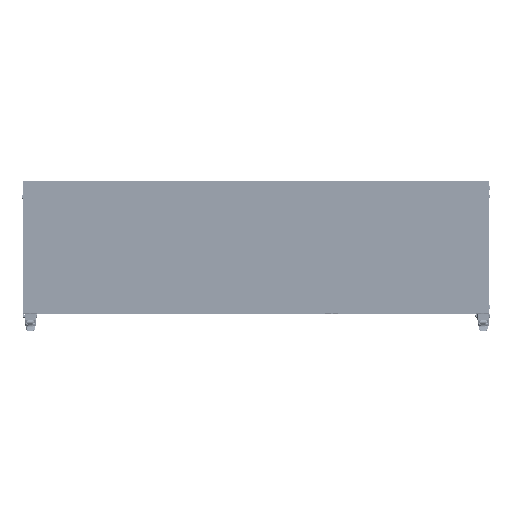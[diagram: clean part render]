
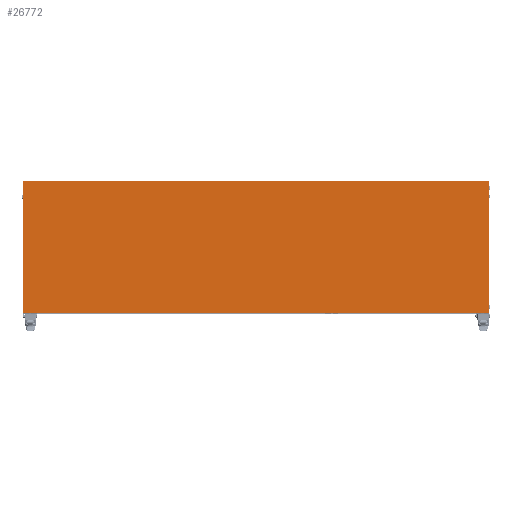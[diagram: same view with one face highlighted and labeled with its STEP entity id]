
A CAD part, top view. The second image highlights one B-rep face of the part: STEP entity #26772.
In plain terms, the highlighted planar face has unit normal (0, 0, 1).
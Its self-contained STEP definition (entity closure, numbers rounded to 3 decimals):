
#26772=ADVANCED_FACE('',(#33665),#33666,.T.);
#33665=FACE_OUTER_BOUND('',#46368,.T.);
#33666=PLANE('',#46369);
#46368=EDGE_LOOP('',(#62670,#62671,#62672,#62673));
#46369=AXIS2_PLACEMENT_3D('',#62674,#62675,#62676);
#62670=ORIENTED_EDGE('',*,*,#72354,.F.);
#62671=ORIENTED_EDGE('',*,*,#72357,.F.);
#62672=ORIENTED_EDGE('',*,*,#72349,.F.);
#62673=ORIENTED_EDGE('',*,*,#72345,.F.);
#62674=CARTESIAN_POINT('',(0.,0.,1257.));
#62675=DIRECTION('',(0.0,0.0,1.0));
#62676=DIRECTION('',(1.0,0.0,0.0));
#72345=EDGE_CURVE('',#81880,#81882,#81883,.T.);
#72349=EDGE_CURVE('',#81882,#81888,#81889,.T.);
#72354=EDGE_CURVE('',#81895,#81880,#81897,.T.);
#72357=EDGE_CURVE('',#81888,#81895,#81900,.T.);
#81880=VERTEX_POINT('',#101648);
#81882=VERTEX_POINT('',#101651);
#81883=LINE('',#101652,#101653);
#81888=VERTEX_POINT('',#101660);
#81889=LINE('',#101661,#101662);
#81895=VERTEX_POINT('',#101670);
#81897=LINE('',#101673,#101674);
#81900=LINE('',#101678,#101679);
#101648=CARTESIAN_POINT('',(-705.,-200.0,1257.));
#101651=CARTESIAN_POINT('',(-705.,200.0,1257.));
#101652=CARTESIAN_POINT('',(-705.,0.,1257.));
#101653=VECTOR('',#113012,1.0);
#101660=CARTESIAN_POINT('',(705.,200.0,1257.));
#101661=CARTESIAN_POINT('',(0.,200.0,1257.));
#101662=VECTOR('',#113015,1.0);
#101670=CARTESIAN_POINT('',(705.,-200.0,1257.));
#101673=CARTESIAN_POINT('',(0.,-200.0,1257.));
#101674=VECTOR('',#113019,1.0);
#101678=CARTESIAN_POINT('',(705.,0.,1257.));
#101679=VECTOR('',#113021,1.0);
#113012=DIRECTION('',(0.0,1.0,0.0));
#113015=DIRECTION('',(1.0,0.0,0.0));
#113019=DIRECTION('',(-1.0,0.0,0.0));
#113021=DIRECTION('',(0.0,-1.0,0.0));
